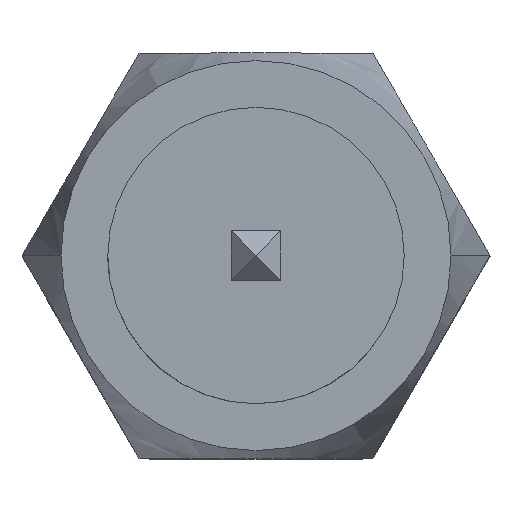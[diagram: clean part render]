
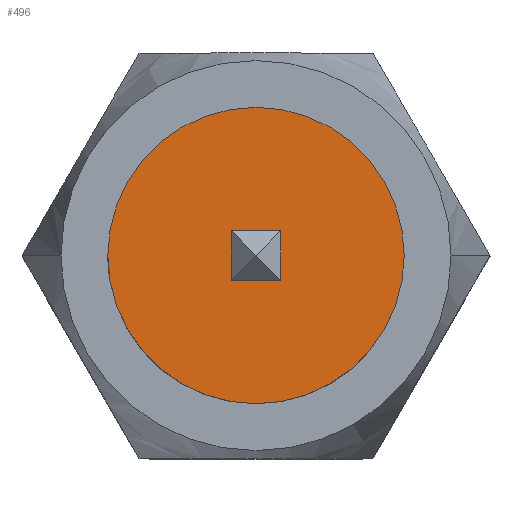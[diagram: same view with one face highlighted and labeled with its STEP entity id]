
A CAD part, top view. The second image highlights one B-rep face of the part: STEP entity #496.
In plain terms, the highlighted planar face has unit normal (0, 0, 1).
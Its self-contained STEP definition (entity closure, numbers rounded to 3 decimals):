
#208=EDGE_CURVE('',#376,#334,#577,.T.);
#212=VERTEX_POINT('',#581);
#244=EDGE_CURVE('',#428,#376,#620,.T.);
#298=EDGE_CURVE('',#518,#212,#682,.T.);
#334=VERTEX_POINT('',#720);
#352=VERTEX_POINT('',#740);
#372=EDGE_CURVE('',#482,#518,#761,.T.);
#376=VERTEX_POINT('',#766);
#428=VERTEX_POINT('',#824);
#432=EDGE_CURVE('',#352,#482,#828,.T.);
#482=VERTEX_POINT('',#883);
#490=EDGE_CURVE('',#334,#428,#892,.T.);
#496=ADVANCED_FACE('',(#898,#899),#900,.T.);
#518=VERTEX_POINT('',#925);
#544=EDGE_CURVE('',#212,#352,#953,.T.);
#577=CIRCLE('',#977,4.75);
#581=CARTESIAN_POINT('',(-0.8,0.8,15.0));
#620=CIRCLE('',#1039,4.75);
#682=LINE('',#1144,#1145);
#720=CARTESIAN_POINT('',(4.75,0.,15.0));
#740=CARTESIAN_POINT('',(0.8,0.8,15.0));
#761=LINE('',#1291,#1292);
#766=CARTESIAN_POINT('',(-4.75,0.,15.0));
#824=CARTESIAN_POINT('',(-4.682,-0.8,15.0));
#828=LINE('',#1418,#1419);
#883=CARTESIAN_POINT('',(0.8,-0.8,15.0));
#892=CIRCLE('',#1523,4.75);
#898=FACE_BOUND('',#1539,.T.);
#899=FACE_OUTER_BOUND('',#1540,.T.);
#900=PLANE('',#1541);
#925=CARTESIAN_POINT('',(-0.8,-0.8,15.0));
#953=LINE('',#1620,#1621);
#977=AXIS2_PLACEMENT_3D('',#1650,#1651,#1652);
#1039=AXIS2_PLACEMENT_3D('',#1733,#1734,#1735);
#1144=CARTESIAN_POINT('',(-0.8,0.,15.0));
#1145=VECTOR('',#1804,1.0);
#1291=CARTESIAN_POINT('',(-1.187,-0.8,15.0));
#1292=VECTOR('',#1881,1.0);
#1418=CARTESIAN_POINT('',(0.8,0.,15.0));
#1419=VECTOR('',#1951,1.0);
#1523=AXIS2_PLACEMENT_3D('',#2022,#2023,#2024);
#1539=EDGE_LOOP('',(#2026,#2027,#2028,#2029));
#1540=EDGE_LOOP('',(#2030,#2031,#2032));
#1541=AXIS2_PLACEMENT_3D('',#2033,#2034,#2035);
#1620=CARTESIAN_POINT('',(-1.187,0.8,15.0));
#1621=VECTOR('',#2092,1.0);
#1650=CARTESIAN_POINT('',(0.,0.,15.0));
#1651=DIRECTION('',(-0.0,0.0,-1.0));
#1652=DIRECTION('',(-1.0,0.,0.0));
#1733=CARTESIAN_POINT('',(0.,0.,15.0));
#1734=DIRECTION('',(-0.0,0.0,-1.0));
#1735=DIRECTION('',(-1.0,0.,0.0));
#1804=DIRECTION('',(0.,1.0,0.0));
#1881=DIRECTION('',(-1.0,0.,0.0));
#1951=DIRECTION('',(0.,-1.0,0.0));
#2022=CARTESIAN_POINT('',(0.,0.,15.0));
#2023=DIRECTION('',(-0.0,0.0,-1.0));
#2024=DIRECTION('',(-1.0,0.,0.0));
#2026=ORIENTED_EDGE('',*,*,#544,.T.);
#2027=ORIENTED_EDGE('',*,*,#432,.T.);
#2028=ORIENTED_EDGE('',*,*,#372,.T.);
#2029=ORIENTED_EDGE('',*,*,#298,.T.);
#2030=ORIENTED_EDGE('',*,*,#244,.F.);
#2031=ORIENTED_EDGE('',*,*,#490,.F.);
#2032=ORIENTED_EDGE('',*,*,#208,.F.);
#2033=CARTESIAN_POINT('',(-2.375,0.,15.0));
#2034=DIRECTION('',(0.0,0.0,1.0));
#2035=DIRECTION('',(-1.0,0.,0.0));
#2092=DIRECTION('',(1.0,0.0,0.0));
